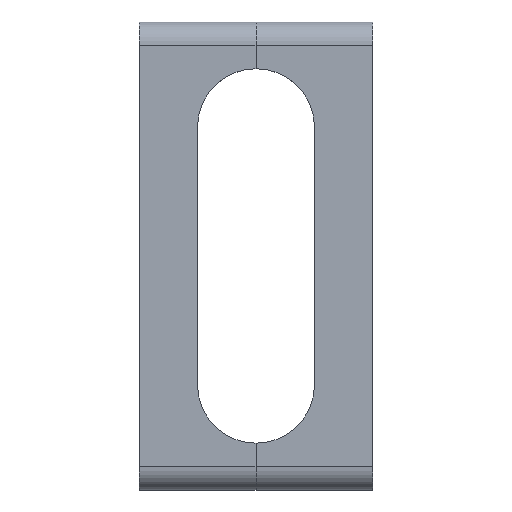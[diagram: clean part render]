
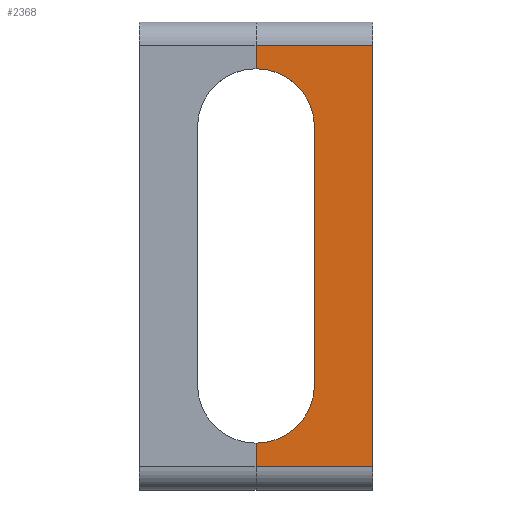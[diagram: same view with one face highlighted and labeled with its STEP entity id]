
A CAD part, top view. The second image highlights one B-rep face of the part: STEP entity #2368.
In plain terms, the highlighted planar face has unit normal (0, 0, 1).
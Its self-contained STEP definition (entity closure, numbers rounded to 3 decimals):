
#27=LINE('',#3447,#295);
#28=LINE('',#3450,#296);
#55=LINE('',#3517,#323);
#56=LINE('',#3519,#324);
#57=LINE('',#3520,#325);
#58=LINE('',#3522,#326);
#295=VECTOR('',#2738,4.);
#296=VECTOR('',#2741,20.);
#323=VECTOR('',#2800,4.);
#324=VECTOR('',#2801,20.);
#325=VECTOR('',#2802,72.);
#326=VECTOR('',#2803,44.);
#621=FACE_OUTER_BOUND('',#751,.T.);
#751=EDGE_LOOP('',(#1623,#1624,#1625,#1626,#1627,#1628,#1629,#1630));
#882=CIRCLE('',#2517,10.);
#883=CIRCLE('',#2519,10.);
#962=VERTEX_POINT('',#3426);
#972=VERTEX_POINT('',#3445);
#973=VERTEX_POINT('',#3449);
#995=VERTEX_POINT('',#3511);
#996=VERTEX_POINT('',#3515);
#997=VERTEX_POINT('',#3516);
#998=VERTEX_POINT('',#3518);
#999=VERTEX_POINT('',#3521);
#1212=EDGE_CURVE('',#972,#962,#27,.T.);
#1213=EDGE_CURVE('',#973,#962,#28,.T.);
#1245=EDGE_CURVE('',#972,#995,#882,.T.);
#1246=EDGE_CURVE('',#996,#997,#55,.T.);
#1247=EDGE_CURVE('',#996,#998,#56,.T.);
#1248=EDGE_CURVE('',#998,#973,#57,.T.);
#1249=EDGE_CURVE('',#995,#999,#58,.T.);
#1250=EDGE_CURVE('',#999,#997,#883,.T.);
#1623=ORIENTED_EDGE('',*,*,#1246,.F.);
#1624=ORIENTED_EDGE('',*,*,#1247,.T.);
#1625=ORIENTED_EDGE('',*,*,#1248,.T.);
#1626=ORIENTED_EDGE('',*,*,#1213,.T.);
#1627=ORIENTED_EDGE('',*,*,#1212,.F.);
#1628=ORIENTED_EDGE('',*,*,#1245,.T.);
#1629=ORIENTED_EDGE('',*,*,#1249,.T.);
#1630=ORIENTED_EDGE('',*,*,#1250,.T.);
#2277=PLANE('',#2518);
#2368=ADVANCED_FACE('',(#621),#2277,.T.);
#2517=AXIS2_PLACEMENT_3D('',#3513,#2796,#2797);
#2518=AXIS2_PLACEMENT_3D('',#3514,#2798,#2799);
#2519=AXIS2_PLACEMENT_3D('',#3523,#2804,#2805);
#2738=DIRECTION('',(0.,1.,0.));
#2741=DIRECTION('',(-1.,0.,0.));
#2796=DIRECTION('center_axis',(0.,0.,-1.));
#2797=DIRECTION('ref_axis',(-1.,0.,0.));
#2798=DIRECTION('center_axis',(0.,0.,1.));
#2799=DIRECTION('ref_axis',(0.,-1.,0.));
#2800=DIRECTION('',(0.,1.,0.));
#2801=DIRECTION('',(1.,0.,0.));
#2802=DIRECTION('',(0.,1.,0.));
#2803=DIRECTION('',(0.,-1.,0.));
#2804=DIRECTION('center_axis',(0.,0.,-1.));
#2805=DIRECTION('ref_axis',(1.,0.,0.));
#3426=CARTESIAN_POINT('',(0.,36.,0.));
#3445=CARTESIAN_POINT('',(0.,32.,0.));
#3447=CARTESIAN_POINT('',(0.,-18.,0.));
#3449=CARTESIAN_POINT('',(20.,36.,0.));
#3450=CARTESIAN_POINT('',(0.,36.,0.));
#3511=CARTESIAN_POINT('',(10.,22.,0.));
#3513=CARTESIAN_POINT('Origin',(0.,22.,0.));
#3514=CARTESIAN_POINT('Origin',(-20.,-36.,0.));
#3515=CARTESIAN_POINT('',(0.,-36.,0.));
#3516=CARTESIAN_POINT('',(0.,-32.,0.));
#3517=CARTESIAN_POINT('',(0.,-18.,0.));
#3518=CARTESIAN_POINT('',(20.,-36.,0.));
#3519=CARTESIAN_POINT('',(-20.,-36.,0.));
#3520=CARTESIAN_POINT('',(20.,20.,0.));
#3521=CARTESIAN_POINT('',(10.,-22.,0.));
#3522=CARTESIAN_POINT('',(10.,18.,0.));
#3523=CARTESIAN_POINT('Origin',(0.,-22.,0.));
